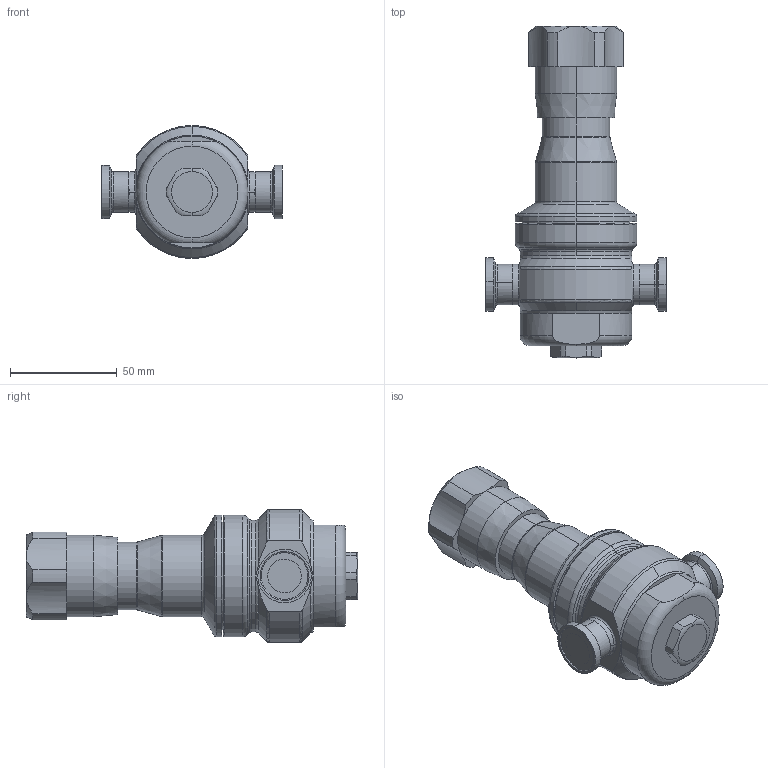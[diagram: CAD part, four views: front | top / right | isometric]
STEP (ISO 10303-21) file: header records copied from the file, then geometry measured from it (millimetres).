
FILE_DESCRIPTION (( 'STEP AP203' ), '1' );
FILE_NAME ('JSR-075-CA.STEP', '2017-06-21T20:03:21', ( '' ), ( '' ), 'SwSTEP 2.0', 'SolidWorks 2014', '' );
FILE_SCHEMA (( 'CONFIG_CONTROL_DESIGN' ));
Length unit declared in the file: inch
Products named in the file (2): JSR-075-CA
Bounding box: 84.4 x 155.25 x 62.23 mm (x, y, z)
Volume: 259348.8 mm3; surface area: 32691.6 mm2
Topology: 1 solids, 3 shells, 161 faces, 367 edges, 220 vertices
Faces by surface type: cylinder 54, torus 42, plane 36, cone 29
Entity records: 5062 total; most frequent: CARTESIAN_POINT 1238, DIRECTION 847, ORIENTED_EDGE 734, AXIS2_PLACEMENT_3D 379, EDGE_CURVE 367, VERTEX_POINT 220, CIRCLE 216, EDGE_LOOP 169
